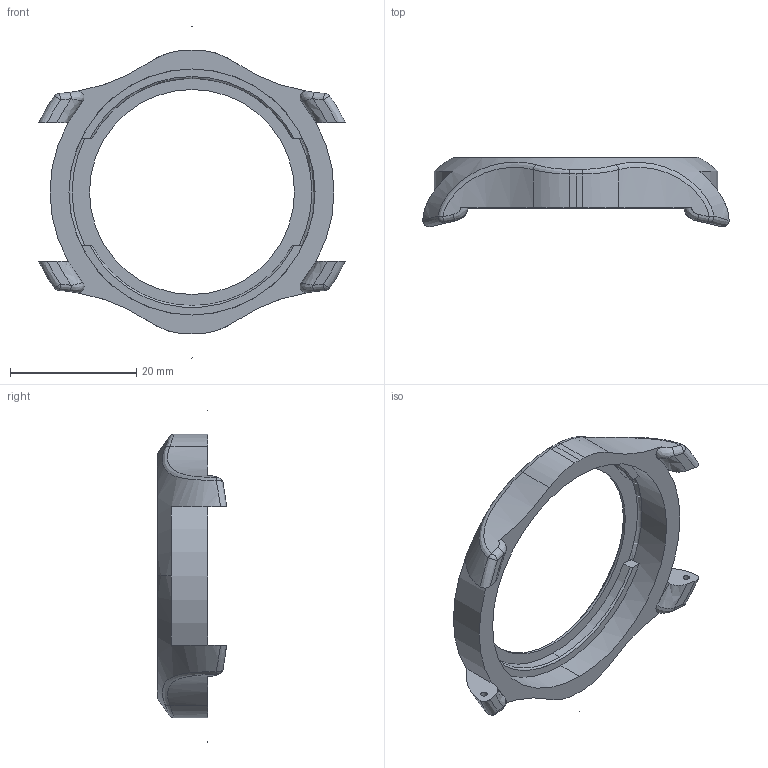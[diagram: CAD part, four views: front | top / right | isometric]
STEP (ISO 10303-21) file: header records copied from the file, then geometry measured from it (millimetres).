
FILE_DESCRIPTION (( 'STEP AP214' ), '1' );
FILE_NAME ('avata no glass.STEP', '2020-08-30T22:13:46', ( '' ), ( '' ), 'SwSTEP 2.0', 'SolidWorks 2016', '' );
FILE_SCHEMA (( 'AUTOMOTIVE_DESIGN' ));
Length unit declared in the file: millimetre
Products named in the file (1): avata no glass
Bounding box: 48.55 x 10.98 x 52.62 mm (x, y, z)
Volume: 3765.9 mm3; surface area: 3580.8 mm2
Topology: 3 solids, 3 shells, 102 faces, 241 edges, 150 vertices
Faces by surface type: bspline 44, cylinder 28, plane 17, torus 5, cone 4, sphere 4
Entity records: 4310 total; most frequent: CARTESIAN_POINT 2215, ORIENTED_EDGE 482, DIRECTION 334, EDGE_CURVE 241, VERTEX_POINT 150, AXIS2_PLACEMENT_3D 141, EDGE_LOOP 109, B_SPLINE_CURVE_WITH_KNOTS 105
